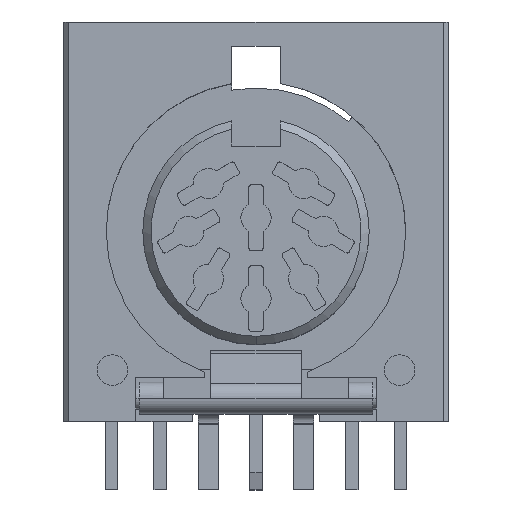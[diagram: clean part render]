
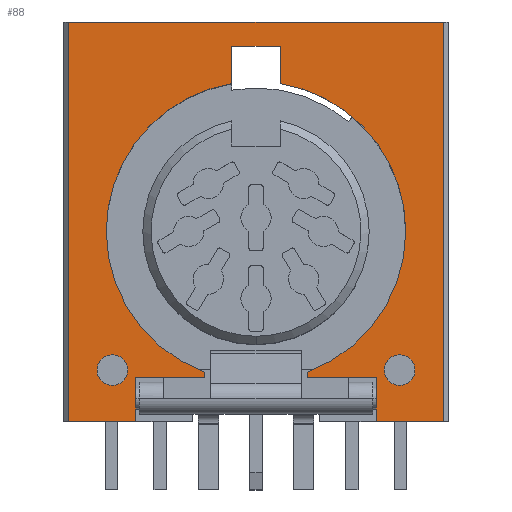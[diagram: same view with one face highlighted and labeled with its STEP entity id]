
A CAD part, top view. The second image highlights one B-rep face of the part: STEP entity #88.
In plain terms, the highlighted planar face has unit normal (0, 0, 1).
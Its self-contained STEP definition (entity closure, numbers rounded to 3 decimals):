
#88=ADVANCED_FACE('',(#443,#444,#445),#446,.T.);
#443=FACE_OUTER_BOUND('',#1083,.T.);
#444=FACE_BOUND('',#1084,.T.);
#445=FACE_BOUND('',#1085,.T.);
#446=PLANE('',#1086);
#1083=EDGE_LOOP('',(#1940,#1941,#1942,#1943,#1944,#1945,#1946,#1947,#1948,#1949,#1950,#1951,#1952,#1953,#1954,#1955,#1956,#1957));
#1084=EDGE_LOOP('',(#1958,#1959));
#1085=EDGE_LOOP('',(#1960,#1961));
#1086=AXIS2_PLACEMENT_3D('',#1962,#1963,#1964);
#1940=ORIENTED_EDGE('',*,*,#4497,.T.);
#1941=ORIENTED_EDGE('',*,*,#4498,.T.);
#1942=ORIENTED_EDGE('',*,*,#4499,.T.);
#1943=ORIENTED_EDGE('',*,*,#4500,.T.);
#1944=ORIENTED_EDGE('',*,*,#4501,.T.);
#1945=ORIENTED_EDGE('',*,*,#4502,.F.);
#1946=ORIENTED_EDGE('',*,*,#4503,.F.);
#1947=ORIENTED_EDGE('',*,*,#4372,.F.);
#1948=ORIENTED_EDGE('',*,*,#4504,.F.);
#1949=ORIENTED_EDGE('',*,*,#4505,.F.);
#1950=ORIENTED_EDGE('',*,*,#4506,.F.);
#1951=ORIENTED_EDGE('',*,*,#4324,.F.);
#1952=ORIENTED_EDGE('',*,*,#4507,.F.);
#1953=ORIENTED_EDGE('',*,*,#4508,.F.);
#1954=ORIENTED_EDGE('',*,*,#4509,.T.);
#1955=ORIENTED_EDGE('',*,*,#4510,.F.);
#1956=ORIENTED_EDGE('',*,*,#4511,.T.);
#1957=ORIENTED_EDGE('',*,*,#4512,.T.);
#1958=ORIENTED_EDGE('',*,*,#4513,.F.);
#1959=ORIENTED_EDGE('',*,*,#4514,.F.);
#1960=ORIENTED_EDGE('',*,*,#4515,.F.);
#1961=ORIENTED_EDGE('',*,*,#4516,.F.);
#1962=CARTESIAN_POINT('',(0.0,0.0,0.0));
#1963=DIRECTION('',(0.0,0.0,1.0));
#1964=DIRECTION('',(1.0,0.0,0.0));
#4324=EDGE_CURVE('',#5197,#5200,#5201,.T.);
#4372=EDGE_CURVE('',#5294,#5290,#5296,.T.);
#4497=EDGE_CURVE('',#5544,#5545,#5546,.T.);
#4498=EDGE_CURVE('',#5545,#5547,#5548,.T.);
#4499=EDGE_CURVE('',#5547,#5549,#5550,.T.);
#4500=EDGE_CURVE('',#5549,#5551,#5552,.T.);
#4501=EDGE_CURVE('',#5551,#5553,#5554,.T.);
#4502=EDGE_CURVE('',#5555,#5553,#5556,.T.);
#4503=EDGE_CURVE('',#5290,#5555,#5557,.T.);
#4504=EDGE_CURVE('',#5558,#5294,#5559,.T.);
#4505=EDGE_CURVE('',#5560,#5558,#5561,.T.);
#4506=EDGE_CURVE('',#5200,#5560,#5562,.T.);
#4507=EDGE_CURVE('',#5563,#5197,#5564,.T.);
#4508=EDGE_CURVE('',#5565,#5563,#5566,.T.);
#4509=EDGE_CURVE('',#5565,#5567,#5568,.T.);
#4510=EDGE_CURVE('',#5569,#5567,#5570,.T.);
#4511=EDGE_CURVE('',#5569,#5571,#5572,.T.);
#4512=EDGE_CURVE('',#5571,#5544,#5573,.T.);
#4513=EDGE_CURVE('',#5574,#5575,#5576,.T.);
#4514=EDGE_CURVE('',#5575,#5574,#5577,.T.);
#4515=EDGE_CURVE('',#5578,#5579,#5580,.T.);
#4516=EDGE_CURVE('',#5579,#5578,#5581,.T.);
#5197=VERTEX_POINT('',#6647);
#5200=VERTEX_POINT('',#6651);
#5201=CIRCLE('',#6652,7.811);
#5290=VERTEX_POINT('',#6761);
#5294=VERTEX_POINT('',#6766);
#5296=CIRCLE('',#6769,7.811);
#5544=VERTEX_POINT('',#7082);
#5545=VERTEX_POINT('',#7083);
#5546=LINE('',#7084,#7085);
#5547=VERTEX_POINT('',#7086);
#5548=LINE('',#7087,#7088);
#5549=VERTEX_POINT('',#7089);
#5550=LINE('',#7090,#7091);
#5551=VERTEX_POINT('',#7092);
#5552=LINE('',#7093,#7094);
#5553=VERTEX_POINT('',#7095);
#5554=LINE('',#7096,#7097);
#5555=VERTEX_POINT('',#7098);
#5556=LINE('',#7099,#7100);
#5557=CIRCLE('',#7101,7.811);
#5558=VERTEX_POINT('',#7102);
#5559=LINE('',#7103,#7104);
#5560=VERTEX_POINT('',#7105);
#5561=LINE('',#7106,#7107);
#5562=LINE('',#7108,#7109);
#5563=VERTEX_POINT('',#7110);
#5564=CIRCLE('',#7111,7.811);
#5565=VERTEX_POINT('',#7112);
#5566=LINE('',#7113,#7114);
#5567=VERTEX_POINT('',#7115);
#5568=LINE('',#7116,#7117);
#5569=VERTEX_POINT('',#7118);
#5570=LINE('',#7119,#7120);
#5571=VERTEX_POINT('',#7121);
#5572=LINE('',#7122,#7123);
#5573=LINE('',#7124,#7125);
#5574=VERTEX_POINT('',#7126);
#5575=VERTEX_POINT('',#7127);
#5576=CIRCLE('',#7128,0.8);
#5577=CIRCLE('',#7129,0.8);
#5578=VERTEX_POINT('',#7130);
#5579=VERTEX_POINT('',#7131);
#5580=CIRCLE('',#7132,0.8);
#5581=CIRCLE('',#7133,0.8);
#6647=CARTESIAN_POINT('',(7.811,0.,0.0));
#6651=CARTESIAN_POINT('',(1.27,7.707,0.0));
#6652=AXIS2_PLACEMENT_3D('',#8742,#8743,#8744);
#6761=CARTESIAN_POINT('',(-7.811,0.,0.0));
#6766=CARTESIAN_POINT('',(-1.27,7.707,0.0));
#6769=AXIS2_PLACEMENT_3D('',#8842,#8843,#8844);
#7082=CARTESIAN_POINT('',(9.779,10.922,0.0));
#7083=CARTESIAN_POINT('',(-9.779,10.922,0.0));
#7084=CARTESIAN_POINT('',(9.779,10.922,0.0));
#7085=VECTOR('',#9092,19.558);
#7086=CARTESIAN_POINT('',(-9.779,-9.906,0.0));
#7087=CARTESIAN_POINT('',(-9.779,10.922,0.0));
#7088=VECTOR('',#9093,20.828);
#7089=CARTESIAN_POINT('',(-6.274,-9.906,0.0));
#7090=CARTESIAN_POINT('',(-9.779,-9.906,0.0));
#7091=VECTOR('',#9094,3.505);
#7092=CARTESIAN_POINT('',(-6.274,-7.62,0.0));
#7093=CARTESIAN_POINT('',(-6.274,-9.906,0.0));
#7094=VECTOR('',#9095,2.286);
#7095=CARTESIAN_POINT('',(-2.667,-7.62,0.0));
#7096=CARTESIAN_POINT('',(-6.274,-7.62,0.0));
#7097=VECTOR('',#9096,3.607);
#7098=CARTESIAN_POINT('',(-2.667,-7.341,0.0));
#7099=CARTESIAN_POINT('',(-2.667,-7.341,0.0));
#7100=VECTOR('',#9097,0.279);
#7101=AXIS2_PLACEMENT_3D('',#9098,#9099,#9100);
#7102=CARTESIAN_POINT('',(-1.27,9.652,0.0));
#7103=CARTESIAN_POINT('',(-1.27,9.652,0.0));
#7104=VECTOR('',#9101,1.945);
#7105=CARTESIAN_POINT('',(1.27,9.652,0.0));
#7106=CARTESIAN_POINT('',(1.27,9.652,0.0));
#7107=VECTOR('',#9102,2.54);
#7108=CARTESIAN_POINT('',(1.27,7.707,0.0));
#7109=VECTOR('',#9103,1.945);
#7110=CARTESIAN_POINT('',(2.667,-7.341,0.0));
#7111=AXIS2_PLACEMENT_3D('',#9104,#9105,#9106);
#7112=CARTESIAN_POINT('',(2.667,-7.62,0.0));
#7113=CARTESIAN_POINT('',(2.667,-7.62,0.0));
#7114=VECTOR('',#9107,0.279);
#7115=CARTESIAN_POINT('',(6.274,-7.62,0.0));
#7116=CARTESIAN_POINT('',(2.667,-7.62,0.0));
#7117=VECTOR('',#9108,3.607);
#7118=CARTESIAN_POINT('',(6.274,-9.906,0.0));
#7119=CARTESIAN_POINT('',(6.274,-9.906,0.0));
#7120=VECTOR('',#9109,2.286);
#7121=CARTESIAN_POINT('',(9.779,-9.906,0.0));
#7122=CARTESIAN_POINT('',(6.274,-9.906,0.0));
#7123=VECTOR('',#9110,3.505);
#7124=CARTESIAN_POINT('',(9.779,-9.906,0.0));
#7125=VECTOR('',#9111,20.828);
#7126=CARTESIAN_POINT('',(6.693,-7.239,0.0));
#7127=CARTESIAN_POINT('',(8.293,-7.239,0.0));
#7128=AXIS2_PLACEMENT_3D('',#9112,#9113,#9114);
#7129=AXIS2_PLACEMENT_3D('',#9115,#9116,#9117);
#7130=CARTESIAN_POINT('',(-8.293,-7.239,0.0));
#7131=CARTESIAN_POINT('',(-6.693,-7.239,0.0));
#7132=AXIS2_PLACEMENT_3D('',#9118,#9119,#9120);
#7133=AXIS2_PLACEMENT_3D('',#9121,#9122,#9123);
#8742=CARTESIAN_POINT('',(0.0,0.0,0.0));
#8743=DIRECTION('',(0.0,0.0,1.0));
#8744=DIRECTION('',(0.341,-0.94,0.0));
#8842=CARTESIAN_POINT('',(0.0,0.0,0.0));
#8843=DIRECTION('',(0.0,0.0,1.0));
#8844=DIRECTION('',(-0.163,0.987,0.0));
#9092=DIRECTION('',(-1.0,0.0,0.0));
#9093=DIRECTION('',(0.0,-1.0,0.0));
#9094=DIRECTION('',(1.0,0.0,0.0));
#9095=DIRECTION('',(0.0,1.0,0.0));
#9096=DIRECTION('',(1.0,0.0,0.0));
#9097=DIRECTION('',(0.0,-1.0,0.0));
#9098=CARTESIAN_POINT('',(0.0,0.0,0.0));
#9099=DIRECTION('',(0.0,0.0,1.0));
#9100=DIRECTION('',(-0.163,0.987,0.0));
#9101=DIRECTION('',(0.0,-1.0,0.0));
#9102=DIRECTION('',(-1.0,0.0,0.0));
#9103=DIRECTION('',(0.0,1.0,0.0));
#9104=CARTESIAN_POINT('',(0.0,0.0,0.0));
#9105=DIRECTION('',(0.0,0.0,1.0));
#9106=DIRECTION('',(0.341,-0.94,0.0));
#9107=DIRECTION('',(0.0,1.0,0.0));
#9108=DIRECTION('',(1.0,0.0,0.0));
#9109=DIRECTION('',(0.0,1.0,0.0));
#9110=DIRECTION('',(1.0,0.0,0.0));
#9111=DIRECTION('',(0.0,1.0,0.0));
#9112=CARTESIAN_POINT('',(7.493,-7.239,0.0));
#9113=DIRECTION('',(0.0,0.0,1.0));
#9114=DIRECTION('',(-1.0,0.0,0.0));
#9115=CARTESIAN_POINT('',(7.493,-7.239,0.0));
#9116=DIRECTION('',(0.0,0.0,1.0));
#9117=DIRECTION('',(1.0,0.0,0.0));
#9118=CARTESIAN_POINT('',(-7.493,-7.239,0.0));
#9119=DIRECTION('',(0.0,0.0,1.0));
#9120=DIRECTION('',(-1.0,0.0,0.0));
#9121=CARTESIAN_POINT('',(-7.493,-7.239,0.0));
#9122=DIRECTION('',(0.0,0.0,1.0));
#9123=DIRECTION('',(1.0,0.0,0.0));
